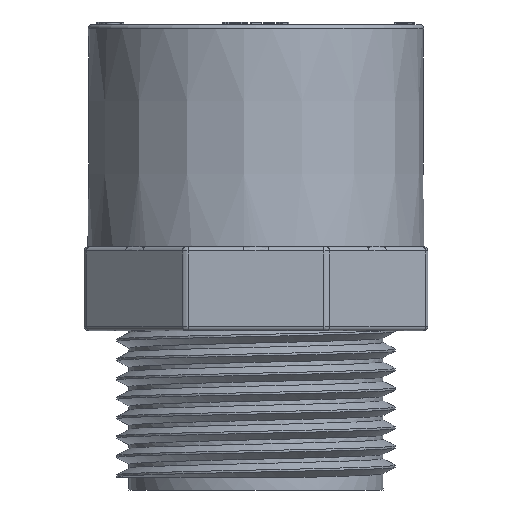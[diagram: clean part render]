
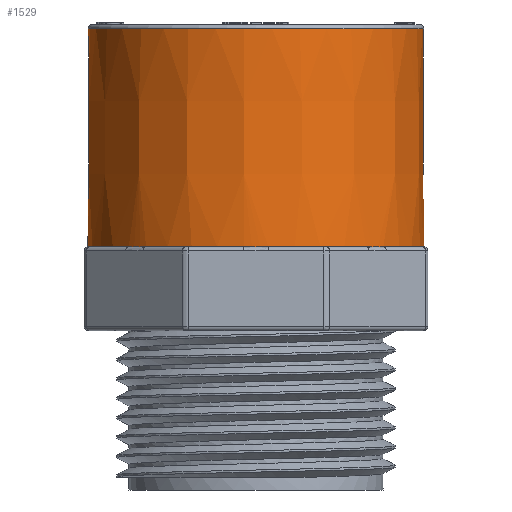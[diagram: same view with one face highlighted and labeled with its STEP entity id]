
A CAD part, front view. The second image highlights one B-rep face of the part: STEP entity #1529.
In plain terms, the highlighted conical face has half-angle 0.116 degrees and reference radius 20 mm.
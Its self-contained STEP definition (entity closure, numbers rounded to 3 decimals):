
#77=CONICAL_SURFACE('',#14266,20.,0.116);
#82=FACE_BOUND('',#3775,.T.);
#83=FACE_BOUND('',#3776,.T.);
#1529=ADVANCED_FACE('',(#82,#83),#77,.T.);
#3775=EDGE_LOOP('',(#4815));
#3776=EDGE_LOOP('',(#4816,#4817,#4818,#4819,#4820,#4821,#4822,#4823,#4824,
#4825,#4826,#4827,#4828,#4829,#4830,#4831));
#4616=CIRCLE('',#14244,20.054);
#4618=CIRCLE('',#14247,20.054);
#4619=CIRCLE('',#14249,20.054);
#4621=CIRCLE('',#14252,20.001);
#4622=CIRCLE('',#14253,20.054);
#4623=CIRCLE('',#14254,20.054);
#4624=CIRCLE('',#14255,20.054);
#4625=CIRCLE('',#14256,20.054);
#4626=CIRCLE('',#14257,20.054);
#4627=CIRCLE('',#14258,20.054);
#4628=CIRCLE('',#14259,20.054);
#4629=CIRCLE('',#14260,20.054);
#4630=CIRCLE('',#14261,20.054);
#4631=CIRCLE('',#14262,20.054);
#4632=CIRCLE('',#14263,20.054);
#4633=CIRCLE('',#14264,20.054);
#4634=CIRCLE('',#14265,20.054);
#4815=ORIENTED_EDGE('',*,*,#10614,.T.);
#4816=ORIENTED_EDGE('',*,*,#10615,.T.);
#4817=ORIENTED_EDGE('',*,*,#10616,.T.);
#4818=ORIENTED_EDGE('',*,*,#10610,.T.);
#4819=ORIENTED_EDGE('',*,*,#10617,.T.);
#4820=ORIENTED_EDGE('',*,*,#10618,.T.);
#4821=ORIENTED_EDGE('',*,*,#10619,.T.);
#4822=ORIENTED_EDGE('',*,*,#10608,.T.);
#4823=ORIENTED_EDGE('',*,*,#10620,.T.);
#4824=ORIENTED_EDGE('',*,*,#10604,.T.);
#4825=ORIENTED_EDGE('',*,*,#10621,.T.);
#4826=ORIENTED_EDGE('',*,*,#10622,.T.);
#4827=ORIENTED_EDGE('',*,*,#10623,.T.);
#4828=ORIENTED_EDGE('',*,*,#10624,.T.);
#4829=ORIENTED_EDGE('',*,*,#10625,.T.);
#4830=ORIENTED_EDGE('',*,*,#10626,.T.);
#4831=ORIENTED_EDGE('',*,*,#10627,.T.);
#9143=VERTEX_POINT('',#17788);
#9144=VERTEX_POINT('',#17790);
#9147=VERTEX_POINT('',#17797);
#9148=VERTEX_POINT('',#17799);
#9149=VERTEX_POINT('',#17803);
#9150=VERTEX_POINT('',#17804);
#9153=VERTEX_POINT('',#17812);
#9154=VERTEX_POINT('',#17814);
#9155=VERTEX_POINT('',#17815);
#9156=VERTEX_POINT('',#17818);
#9157=VERTEX_POINT('',#17820);
#9158=VERTEX_POINT('',#17824);
#9159=VERTEX_POINT('',#17826);
#9160=VERTEX_POINT('',#17828);
#9161=VERTEX_POINT('',#17830);
#9162=VERTEX_POINT('',#17832);
#9163=VERTEX_POINT('',#17834);
#10604=EDGE_CURVE('',#9144,#9143,#4616,.T.);
#10608=EDGE_CURVE('',#9148,#9147,#4618,.T.);
#10610=EDGE_CURVE('',#9149,#9150,#4619,.T.);
#10614=EDGE_CURVE('',#9153,#9153,#4621,.T.);
#10615=EDGE_CURVE('',#9154,#9155,#4622,.T.);
#10616=EDGE_CURVE('',#9155,#9149,#4623,.T.);
#10617=EDGE_CURVE('',#9150,#9156,#4624,.T.);
#10618=EDGE_CURVE('',#9156,#9157,#4625,.T.);
#10619=EDGE_CURVE('',#9157,#9148,#4626,.T.);
#10620=EDGE_CURVE('',#9147,#9144,#4627,.T.);
#10621=EDGE_CURVE('',#9143,#9158,#4628,.T.);
#10622=EDGE_CURVE('',#9158,#9159,#4629,.T.);
#10623=EDGE_CURVE('',#9159,#9160,#4630,.T.);
#10624=EDGE_CURVE('',#9160,#9161,#4631,.T.);
#10625=EDGE_CURVE('',#9161,#9162,#4632,.T.);
#10626=EDGE_CURVE('',#9162,#9163,#4633,.T.);
#10627=EDGE_CURVE('',#9163,#9154,#4634,.T.);
#14244=AXIS2_PLACEMENT_3D('',#17789,#15216,#15217);
#14247=AXIS2_PLACEMENT_3D('',#17798,#15224,#15225);
#14249=AXIS2_PLACEMENT_3D('',#17802,#15229,#15230);
#14252=AXIS2_PLACEMENT_3D('',#17811,#15237,#15238);
#14253=AXIS2_PLACEMENT_3D('',#17813,#15239,#15240);
#14254=AXIS2_PLACEMENT_3D('',#17816,#15241,#15242);
#14255=AXIS2_PLACEMENT_3D('',#17817,#15243,#15244);
#14256=AXIS2_PLACEMENT_3D('',#17819,#15245,#15246);
#14257=AXIS2_PLACEMENT_3D('',#17821,#15247,#15248);
#14258=AXIS2_PLACEMENT_3D('',#17822,#15249,#15250);
#14259=AXIS2_PLACEMENT_3D('',#17823,#15251,#15252);
#14260=AXIS2_PLACEMENT_3D('',#17825,#15253,#15254);
#14261=AXIS2_PLACEMENT_3D('',#17827,#15255,#15256);
#14262=AXIS2_PLACEMENT_3D('',#17829,#15257,#15258);
#14263=AXIS2_PLACEMENT_3D('',#17831,#15259,#15260);
#14264=AXIS2_PLACEMENT_3D('',#17833,#15261,#15262);
#14265=AXIS2_PLACEMENT_3D('',#17835,#15263,#15264);
#14266=AXIS2_PLACEMENT_3D('',#17836,#15265,#15266);
#15216=DIRECTION('',(0.,0.,1.));
#15217=DIRECTION('',(0.,-1.,0.));
#15224=DIRECTION('',(0.,0.,1.));
#15225=DIRECTION('',(0.,-1.,0.));
#15229=DIRECTION('',(0.,0.,1.));
#15230=DIRECTION('',(0.,-1.,0.));
#15237=DIRECTION('',(0.,0.,-1.));
#15238=DIRECTION('',(0.,1.,0.));
#15239=DIRECTION('',(0.,0.,1.));
#15240=DIRECTION('',(0.,-1.,0.));
#15241=DIRECTION('',(0.,0.,1.));
#15242=DIRECTION('',(0.,-1.,0.));
#15243=DIRECTION('',(0.,0.,1.));
#15244=DIRECTION('',(0.,-1.,0.));
#15245=DIRECTION('',(0.,0.,1.));
#15246=DIRECTION('',(0.,-1.,0.));
#15247=DIRECTION('',(0.,0.,1.));
#15248=DIRECTION('',(0.,-1.,0.));
#15249=DIRECTION('',(0.,0.,1.));
#15250=DIRECTION('',(0.,-1.,0.));
#15251=DIRECTION('',(0.,0.,1.));
#15252=DIRECTION('',(0.,-1.,0.));
#15253=DIRECTION('',(0.,0.,1.));
#15254=DIRECTION('',(0.,-1.,0.));
#15255=DIRECTION('',(0.,0.,1.));
#15256=DIRECTION('',(0.,-1.,0.));
#15257=DIRECTION('',(0.,0.,1.));
#15258=DIRECTION('',(0.,-1.,0.));
#15259=DIRECTION('',(0.,0.,1.));
#15260=DIRECTION('',(0.,-1.,0.));
#15261=DIRECTION('',(0.,0.,1.));
#15262=DIRECTION('',(0.,-1.,0.));
#15263=DIRECTION('',(0.,0.,1.));
#15264=DIRECTION('',(0.,-1.,0.));
#15265=DIRECTION('',(0.,0.,-1.));
#15266=DIRECTION('',(0.,-1.,0.));
#17788=CARTESIAN_POINT('',(187.531,377.5,19.004));
#17789=CARTESIAN_POINT('',(189.,397.5,19.004));
#17790=CARTESIAN_POINT('',(175.896,382.319,19.004));
#17797=CARTESIAN_POINT('',(173.819,384.396,19.004));
#17798=CARTESIAN_POINT('',(189.,397.5,19.004));
#17799=CARTESIAN_POINT('',(169.,396.031,19.004));
#17802=CARTESIAN_POINT('',(189.,397.5,19.004));
#17803=CARTESIAN_POINT('',(187.531,417.5,19.004));
#17804=CARTESIAN_POINT('',(175.896,412.681,19.004));
#17811=CARTESIAN_POINT('',(189.,397.5,45.005));
#17812=CARTESIAN_POINT('',(189.,417.501,45.005));
#17813=CARTESIAN_POINT('',(189.,397.5,19.004));
#17814=CARTESIAN_POINT('',(202.104,412.681,19.004));
#17815=CARTESIAN_POINT('',(190.469,417.5,19.004));
#17816=CARTESIAN_POINT('',(189.,397.5,19.004));
#17817=CARTESIAN_POINT('',(189.,397.5,19.004));
#17818=CARTESIAN_POINT('',(173.819,410.604,19.004));
#17819=CARTESIAN_POINT('',(189.,397.5,19.004));
#17820=CARTESIAN_POINT('',(169.,398.969,19.004));
#17821=CARTESIAN_POINT('',(189.,397.5,19.004));
#17822=CARTESIAN_POINT('',(189.,397.5,19.004));
#17823=CARTESIAN_POINT('',(189.,397.5,19.004));
#17824=CARTESIAN_POINT('',(190.469,377.5,19.004));
#17825=CARTESIAN_POINT('',(189.,397.5,19.004));
#17826=CARTESIAN_POINT('',(202.104,382.319,19.004));
#17827=CARTESIAN_POINT('',(189.,397.5,19.004));
#17828=CARTESIAN_POINT('',(204.181,384.396,19.004));
#17829=CARTESIAN_POINT('',(189.,397.5,19.004));
#17830=CARTESIAN_POINT('',(209.,396.031,19.004));
#17831=CARTESIAN_POINT('',(189.,397.5,19.004));
#17832=CARTESIAN_POINT('',(209.,398.969,19.004));
#17833=CARTESIAN_POINT('',(189.,397.5,19.004));
#17834=CARTESIAN_POINT('',(204.181,410.604,19.004));
#17835=CARTESIAN_POINT('',(189.,397.5,19.004));
#17836=CARTESIAN_POINT('',(189.,397.5,45.504));
